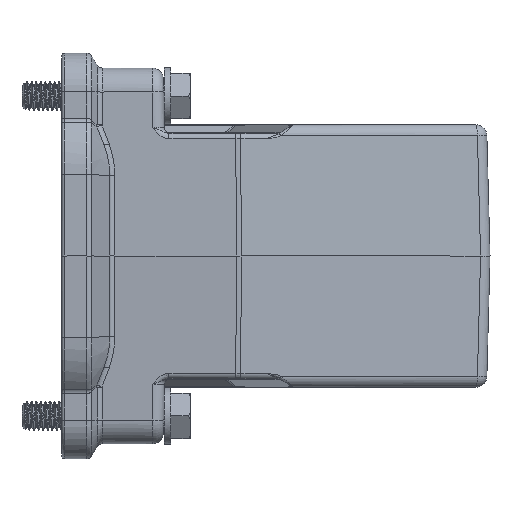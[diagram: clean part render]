
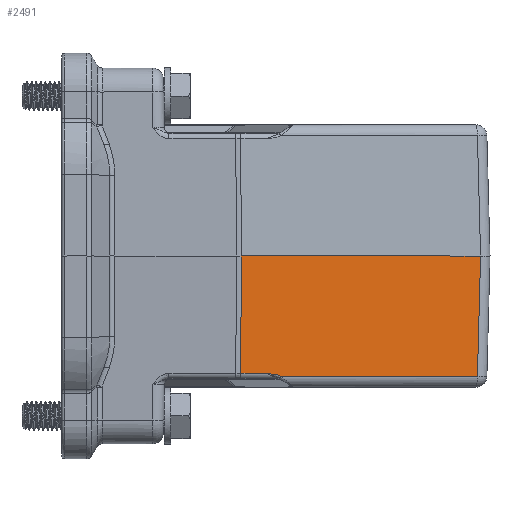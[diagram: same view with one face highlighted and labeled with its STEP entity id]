
A CAD part, left-side view. The second image highlights one B-rep face of the part: STEP entity #2491.
In plain terms, the highlighted planar face has unit normal (-0.985, -0.174, -0.026).
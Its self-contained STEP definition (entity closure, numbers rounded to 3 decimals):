
#1824=PLANE('',#16813);
#2491=ADVANCED_FACE('',(#3741),#1824,.T.);
#3741=FACE_OUTER_BOUND('',#4663,.T.);
#4663=EDGE_LOOP('',(#8886,#8887,#8888,#8889,#8890,#8891,#8892,#8893,#8894));
#6034=LINE('',#26194,#6936);
#6040=LINE('',#26273,#6942);
#6061=LINE('',#26532,#6963);
#6066=LINE('',#26560,#6968);
#6067=LINE('',#26562,#6969);
#6068=LINE('',#26564,#6970);
#6070=LINE('',#26570,#6972);
#6071=LINE('',#26572,#6973);
#6936=VECTOR('',#18691,1.);
#6942=VECTOR('',#18717,1.);
#6963=VECTOR('',#18828,1.);
#6968=VECTOR('',#18847,1.);
#6969=VECTOR('',#18848,1.);
#6970=VECTOR('',#18849,1.);
#6972=VECTOR('',#18857,1.);
#6973=VECTOR('',#18860,1.);
#8886=ORIENTED_EDGE('',*,*,#14174,.F.);
#8887=ORIENTED_EDGE('',*,*,#14173,.T.);
#8888=ORIENTED_EDGE('',*,*,#14172,.T.);
#8889=ORIENTED_EDGE('',*,*,#14163,.T.);
#8890=ORIENTED_EDGE('',*,*,#14178,.F.);
#8891=ORIENTED_EDGE('',*,*,#14079,.T.);
#8892=ORIENTED_EDGE('',*,*,#14082,.F.);
#8893=ORIENTED_EDGE('',*,*,#14100,.F.);
#8894=ORIENTED_EDGE('',*,*,#14177,.T.);
#12501=VERTEX_POINT('',#26083);
#12502=VERTEX_POINT('',#26091);
#12504=VERTEX_POINT('',#26193);
#12515=VERTEX_POINT('',#26272);
#12545=VERTEX_POINT('',#26509);
#12549=VERTEX_POINT('',#26529);
#12555=VERTEX_POINT('',#26561);
#12556=VERTEX_POINT('',#26563);
#12557=VERTEX_POINT('',#26565);
#14079=EDGE_CURVE('',#12501,#12502,#15860,.T.);
#14082=EDGE_CURVE('',#12504,#12502,#6034,.T.);
#14100=EDGE_CURVE('',#12515,#12504,#6040,.T.);
#14163=EDGE_CURVE('',#12549,#12545,#6061,.T.);
#14172=EDGE_CURVE('',#12555,#12549,#6066,.T.);
#14173=EDGE_CURVE('',#12556,#12555,#6067,.T.);
#14174=EDGE_CURVE('',#12556,#12557,#6068,.T.);
#14177=EDGE_CURVE('',#12515,#12557,#6070,.T.);
#14178=EDGE_CURVE('',#12501,#12545,#6071,.T.);
#15860=B_SPLINE_CURVE_WITH_KNOTS('',3,(#26092,#26093,#26094,#26095,#26096,
#26097,#26098),.UNSPECIFIED.,.F.,.F.,(4,1,1,1,4),(0.,0.25,0.5,0.75,1.),
 .UNSPECIFIED.);
#16813=AXIS2_PLACEMENT_3D('',#26573,#18861,#18862);
#18691=DIRECTION('',(-0.164,0.853,0.495));
#18717=DIRECTION('',(-0.174,0.985,0.));
#18828=DIRECTION('',(0.026,0.002,-1.));
#18847=DIRECTION('',(-0.174,0.985,0.));
#18848=DIRECTION('',(-0.174,0.985,0.));
#18849=DIRECTION('',(0.174,-0.985,0.));
#18857=DIRECTION('',(-0.022,-0.026,0.999));
#18860=DIRECTION('',(-0.174,0.985,0.));
#18861=DIRECTION('',(-0.984,-0.174,-0.026));
#18862=DIRECTION('',(0.174,-0.985,0.));
#26083=CARTESIAN_POINT('',(-126.661,5.259,-20.526));
#26091=CARTESIAN_POINT('',(-126.18,2.605,-21.033));
#26092=CARTESIAN_POINT('',(-126.661,5.259,-20.526));
#26093=CARTESIAN_POINT('',(-126.614,4.996,-20.552));
#26094=CARTESIAN_POINT('',(-126.523,4.489,-20.606));
#26095=CARTESIAN_POINT('',(-126.398,3.788,-20.697));
#26096=CARTESIAN_POINT('',(-126.28,3.138,-20.798));
#26097=CARTESIAN_POINT('',(-126.211,2.769,-20.938));
#26098=CARTESIAN_POINT('',(-126.18,2.605,-21.033));
#26193=CARTESIAN_POINT('',(-126.174,2.571,-21.052));
#26194=CARTESIAN_POINT('',(-125.848,0.872,-22.039));
#26272=CARTESIAN_POINT('',(-120.113,-31.802,-21.052));
#26273=CARTESIAN_POINT('',(-123.766,-11.083,-21.052));
#26509=CARTESIAN_POINT('',(-127.429,9.611,-20.526));
#26529=CARTESIAN_POINT('',(-127.966,9.564,0.));
#26532=CARTESIAN_POINT('',(-127.689,9.589,-10.574));
#26560=CARTESIAN_POINT('',(-127.592,7.439,0.));
#26561=CARTESIAN_POINT('',(-127.592,7.439,0.));
#26562=CARTESIAN_POINT('',(-121.087,-29.449,0.));
#26563=CARTESIAN_POINT('',(-121.087,-29.449,0.));
#26564=CARTESIAN_POINT('',(-121.087,-29.449,0.));
#26565=CARTESIAN_POINT('',(-120.575,-32.353,0.));
#26570=CARTESIAN_POINT('',(-120.334,-32.065,-10.993));
#26572=CARTESIAN_POINT('',(-123.779,-11.086,-20.526));
#26573=CARTESIAN_POINT('',(-124.037,-11.131,-10.526));
